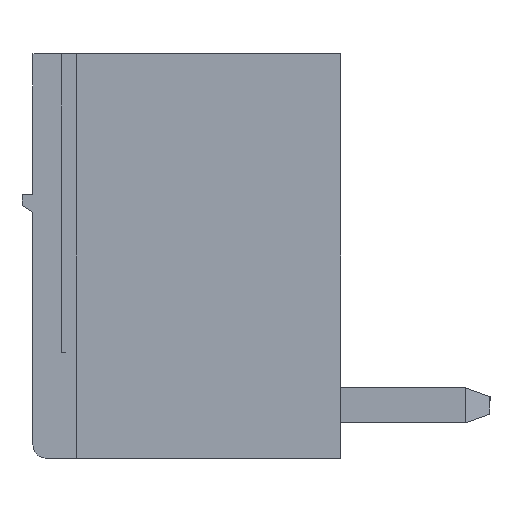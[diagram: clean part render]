
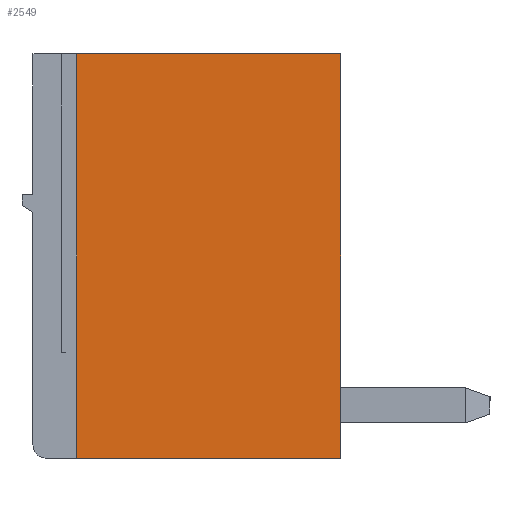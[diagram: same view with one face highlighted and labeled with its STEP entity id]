
A CAD part, left-side view. The second image highlights one B-rep face of the part: STEP entity #2549.
In plain terms, the highlighted planar face has unit normal (-1, 0, 0).
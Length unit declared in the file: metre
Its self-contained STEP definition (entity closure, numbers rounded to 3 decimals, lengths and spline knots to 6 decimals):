
#2549=ADVANCED_FACE('',(#5801),#5802,.F.);
#5801=FACE_OUTER_BOUND('',#9687,.T.);
#5802=PLANE('',#9688);
#9687=EDGE_LOOP('',(#17735,#17736,#17737,#17738));
#9688=AXIS2_PLACEMENT_3D('',#17739,#17740,#17741);
#17735=ORIENTED_EDGE('',*,*,#23528,.F.);
#17736=ORIENTED_EDGE('',*,*,#23102,.F.);
#17737=ORIENTED_EDGE('',*,*,#25565,.T.);
#17738=ORIENTED_EDGE('',*,*,#23739,.T.);
#17739=CARTESIAN_POINT('',(-1.091827,0.00386,0.000933));
#17740=DIRECTION('',(1.0,0.,0.));
#17741=DIRECTION('',(0.0,0.,1.0));
#23102=EDGE_CURVE('',#27657,#27648,#27659,.T.);
#23528=EDGE_CURVE('',#27648,#28509,#28510,.T.);
#23739=EDGE_CURVE('',#28890,#28509,#28891,.T.);
#25565=EDGE_CURVE('',#27657,#28890,#31439,.T.);
#27648=VERTEX_POINT('',#34297);
#27657=VERTEX_POINT('',#34311);
#27659=LINE('',#34314,#34315);
#28509=VERTEX_POINT('',#35525);
#28510=LINE('',#35526,#35527);
#28890=VERTEX_POINT('',#36106);
#28891=LINE('',#36107,#36108);
#31439=LINE('',#39846,#39847);
#34297=CARTESIAN_POINT('',(-1.091827,0.00386,0.000933));
#34311=CARTESIAN_POINT('',(-1.091827,0.00986,0.000933));
#34314=CARTESIAN_POINT('',(-1.091827,0.00386,0.000933));
#34315=VECTOR('',#43510,1.0);
#35525=CARTESIAN_POINT('',(-1.091827,0.00386,-0.008267));
#35526=CARTESIAN_POINT('',(-1.091827,0.00386,0.000933));
#35527=VECTOR('',#44063,1.0);
#36106=CARTESIAN_POINT('',(-1.091827,0.00986,-0.008267));
#36107=CARTESIAN_POINT('',(-1.091827,0.00386,-0.008267));
#36108=VECTOR('',#44293,1.0);
#39846=CARTESIAN_POINT('',(-1.091827,0.00986,0.000933));
#39847=VECTOR('',#45661,1.0);
#43510=DIRECTION('',(0.,-1.0,0.));
#44063=DIRECTION('',(0.,0.,-1.0));
#44293=DIRECTION('',(0.,-1.0,0.));
#45661=DIRECTION('',(0.,0.,-1.0));
